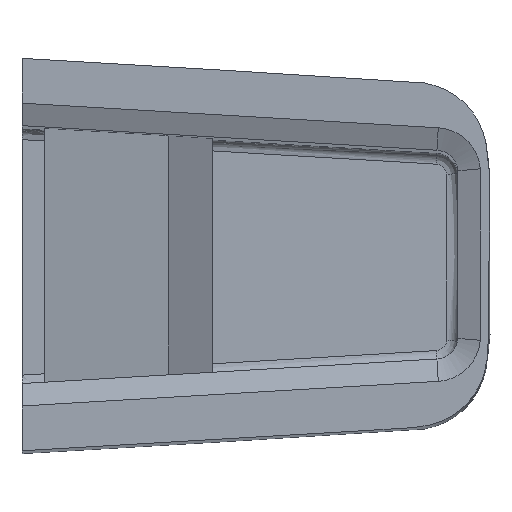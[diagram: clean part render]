
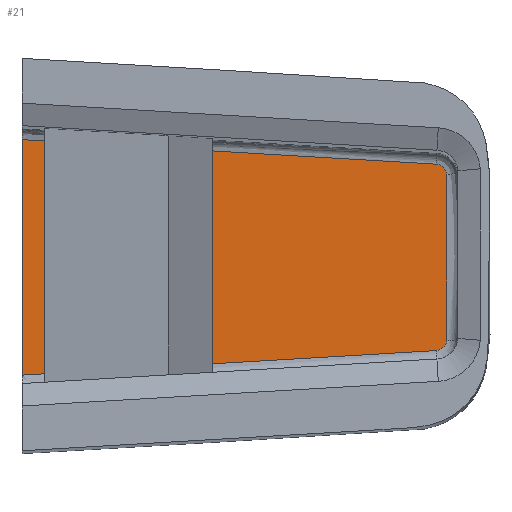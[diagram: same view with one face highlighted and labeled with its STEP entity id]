
A CAD part, top view. The second image highlights one B-rep face of the part: STEP entity #21.
In plain terms, the highlighted planar face has unit normal (0, 0, 1).
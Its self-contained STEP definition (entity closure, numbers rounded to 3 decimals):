
#21=ADVANCED_FACE('',(#46),#393,.T.);
#46=FACE_OUTER_BOUND('',#71,.T.);
#71=EDGE_LOOP('',(#110,#111,#112,#113,#114,#115));
#110=ORIENTED_EDGE('',*,*,#226,.T.);
#111=ORIENTED_EDGE('',*,*,#235,.T.);
#112=ORIENTED_EDGE('',*,*,#227,.T.);
#113=ORIENTED_EDGE('',*,*,#228,.T.);
#114=ORIENTED_EDGE('',*,*,#229,.T.);
#115=ORIENTED_EDGE('',*,*,#236,.T.);
#226=EDGE_CURVE('',#346,#347,#298,.T.);
#227=EDGE_CURVE('',#348,#349,#277,.T.);
#228=EDGE_CURVE('',#349,#350,#299,.T.);
#229=EDGE_CURVE('',#350,#351,#278,.T.);
#235=EDGE_CURVE('',#347,#348,#302,.T.);
#236=EDGE_CURVE('',#351,#346,#303,.T.);
#277=(
BOUNDED_CURVE()
B_SPLINE_CURVE(2,(#1294,#1295,#1296),.UNSPECIFIED.,.F.,.F.)
B_SPLINE_CURVE_WITH_KNOTS((3,3),(0.,7.141),.UNSPECIFIED.)
CURVE()
GEOMETRIC_REPRESENTATION_ITEM()
RATIONAL_B_SPLINE_CURVE((1.,0.756,1.))
REPRESENTATION_ITEM('')
);
#278=(
BOUNDED_CURVE()
B_SPLINE_CURVE(2,(#1309,#1310,#1311),.UNSPECIFIED.,.F.,.F.)
B_SPLINE_CURVE_WITH_KNOTS((3,3),(0.,7.14),.UNSPECIFIED.)
CURVE()
GEOMETRIC_REPRESENTATION_ITEM()
RATIONAL_B_SPLINE_CURVE((1.,0.756,1.))
REPRESENTATION_ITEM('')
);
#298=B_SPLINE_CURVE_WITH_KNOTS('',1,(#1292,#1293),.UNSPECIFIED.,.F.,.F.,
(2,2),(0.,104.983),.UNSPECIFIED.);
#299=B_SPLINE_CURVE_WITH_KNOTS('',5,(#1297,#1298,#1299,#1300,#1301,#1302,
#1303,#1304,#1305,#1306,#1307,#1308),.UNSPECIFIED.,.F.,.F.,(6,3,3,6),(436.364,
546.128,566.451,567.049),.UNSPECIFIED.);
#302=B_SPLINE_CURVE_WITH_KNOTS('',1,(#1332,#1333),.UNSPECIFIED.,.F.,.F.,
(2,2),(-185.088,0.),.UNSPECIFIED.);
#303=B_SPLINE_CURVE_WITH_KNOTS('',1,(#1334,#1335),.UNSPECIFIED.,.F.,.F.,
(2,2),(0.,185.088),.UNSPECIFIED.);
#346=VERTEX_POINT('',#1242);
#347=VERTEX_POINT('',#1243);
#348=VERTEX_POINT('',#1244);
#349=VERTEX_POINT('',#1245);
#350=VERTEX_POINT('',#1246);
#351=VERTEX_POINT('',#1247);
#393=PLANE('',#425);
#425=AXIS2_PLACEMENT_3D('',#455,#440,$);
#440=DIRECTION('',(0.,0.,1.));
#455=CARTESIAN_POINT('',(70.814,63.05,-717.));
#1242=CARTESIAN_POINT('',(90.,52.491,-717.));
#1243=CARTESIAN_POINT('',(90.,-52.491,-717.));
#1244=CARTESIAN_POINT('',(274.765,-41.566,-717.));
#1245=CARTESIAN_POINT('',(279.453,-36.992,-717.));
#1246=CARTESIAN_POINT('',(279.453,36.992,-717.));
#1247=CARTESIAN_POINT('',(274.765,41.566,-717.));
#1292=CARTESIAN_POINT('',(90.,52.491,-717.));
#1293=CARTESIAN_POINT('',(90.,-52.491,-717.));
#1294=CARTESIAN_POINT('',(274.765,-41.566,-717.));
#1295=CARTESIAN_POINT('',(279.091,-41.31,-717.));
#1296=CARTESIAN_POINT('',(279.453,-36.992,-717.));
#1297=CARTESIAN_POINT('',(279.453,-36.992,-717.));
#1298=CARTESIAN_POINT('',(280.492,-24.597,-717.));
#1299=CARTESIAN_POINT('',(281.096,-12.14,-717.));
#1300=CARTESIAN_POINT('',(281.262,0.291,-717.));
#1301=CARTESIAN_POINT('',(280.941,15.053,-717.));
#1302=CARTESIAN_POINT('',(280.007,29.777,-717.));
#1303=CARTESIAN_POINT('',(279.846,32.076,-717.));
#1304=CARTESIAN_POINT('',(279.665,34.441,-717.));
#1305=CARTESIAN_POINT('',(279.468,36.804,-717.));
#1306=CARTESIAN_POINT('',(279.463,36.869,-717.));
#1307=CARTESIAN_POINT('',(279.458,36.932,-717.));
#1308=CARTESIAN_POINT('',(279.453,36.992,-717.));
#1309=CARTESIAN_POINT('',(279.453,36.992,-717.));
#1310=CARTESIAN_POINT('',(279.091,41.31,-717.));
#1311=CARTESIAN_POINT('',(274.765,41.566,-717.));
#1332=CARTESIAN_POINT('',(90.,-52.491,-717.));
#1333=CARTESIAN_POINT('',(274.765,-41.566,-717.));
#1334=CARTESIAN_POINT('',(274.765,41.566,-717.));
#1335=CARTESIAN_POINT('',(90.,52.491,-717.));
